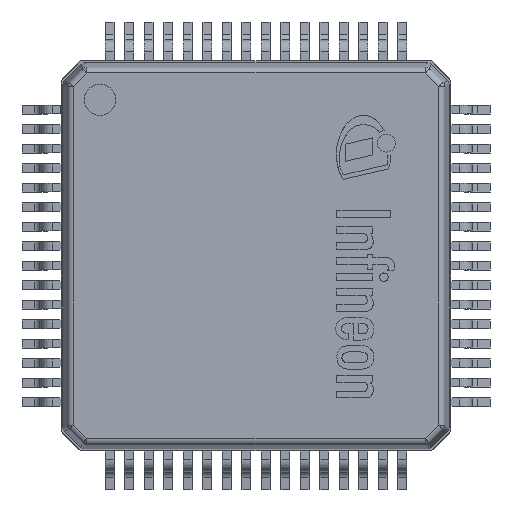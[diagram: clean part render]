
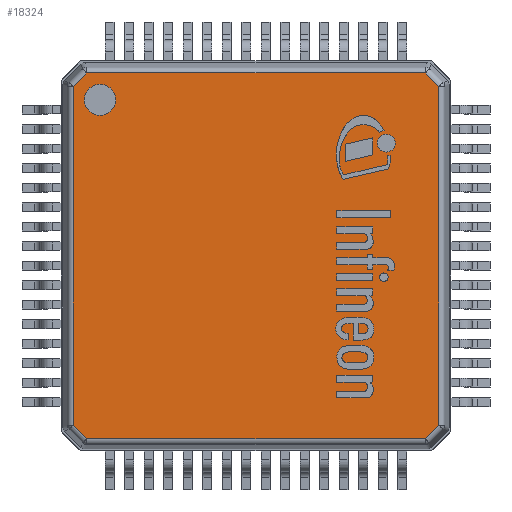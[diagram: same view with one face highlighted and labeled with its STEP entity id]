
A CAD part, top view. The second image highlights one B-rep face of the part: STEP entity #18324.
In plain terms, the highlighted planar face has unit normal (0, 0, 1).
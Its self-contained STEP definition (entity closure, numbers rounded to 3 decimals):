
#168=FACE_BOUND('',#2404,.T.);
#528=CIRCLE('',#19506,0.4);
#1311=FACE_OUTER_BOUND('',#2403,.T.);
#2403=EDGE_LOOP('',(#12325,#12326,#12327,#12328,#12329,#12330,#12331,#12332));
#2404=EDGE_LOOP('',(#12333));
#3492=LINE('',#26681,#5509);
#3498=LINE('',#26710,#5515);
#3504=LINE('',#26739,#5521);
#3510=LINE('',#26768,#5527);
#3512=LINE('',#26771,#5529);
#3514=LINE('',#26774,#5531);
#3516=LINE('',#26777,#5533);
#3518=LINE('',#26780,#5535);
#5509=VECTOR('',#21363,1.);
#5515=VECTOR('',#21395,1.);
#5521=VECTOR('',#21427,1.);
#5527=VECTOR('',#21459,1.);
#5529=VECTOR('',#21463,1.);
#5531=VECTOR('',#21467,1.);
#5533=VECTOR('',#21471,1.);
#5535=VECTOR('',#21475,1.);
#7519=VERTEX_POINT('',#26647);
#7522=VERTEX_POINT('',#26655);
#7527=VERTEX_POINT('',#26668);
#7532=VERTEX_POINT('',#26684);
#7537=VERTEX_POINT('',#26697);
#7542=VERTEX_POINT('',#26713);
#7547=VERTEX_POINT('',#26726);
#7552=VERTEX_POINT('',#26742);
#7557=VERTEX_POINT('',#26755);
#9372=EDGE_CURVE('',#7519,#7519,#528,.T.);
#9388=EDGE_CURVE('',#7522,#7527,#3492,.T.);
#9402=EDGE_CURVE('',#7527,#7537,#3498,.T.);
#9416=EDGE_CURVE('',#7537,#7547,#3504,.T.);
#9430=EDGE_CURVE('',#7547,#7557,#3510,.T.);
#9432=EDGE_CURVE('',#7557,#7552,#3512,.T.);
#9434=EDGE_CURVE('',#7552,#7542,#3514,.T.);
#9436=EDGE_CURVE('',#7542,#7532,#3516,.T.);
#9438=EDGE_CURVE('',#7532,#7522,#3518,.T.);
#12325=ORIENTED_EDGE('',*,*,#9388,.F.);
#12326=ORIENTED_EDGE('',*,*,#9438,.F.);
#12327=ORIENTED_EDGE('',*,*,#9436,.F.);
#12328=ORIENTED_EDGE('',*,*,#9434,.F.);
#12329=ORIENTED_EDGE('',*,*,#9432,.F.);
#12330=ORIENTED_EDGE('',*,*,#9430,.F.);
#12331=ORIENTED_EDGE('',*,*,#9416,.F.);
#12332=ORIENTED_EDGE('',*,*,#9402,.F.);
#12333=ORIENTED_EDGE('',*,*,#9372,.T.);
#17511=PLANE('',#19569);
#18324=ADVANCED_FACE('',(#1311,#168),#17511,.T.);
#19506=AXIS2_PLACEMENT_3D('',#26648,#21325,#21326);
#19569=AXIS2_PLACEMENT_3D('',#26789,#21488,#21489);
#21325=DIRECTION('center_axis',(0.,0.,-1.));
#21326=DIRECTION('ref_axis',(-1.,0.,0.));
#21363=DIRECTION('',(1.,0.,0.));
#21395=DIRECTION('',(0.707,-0.707,0.));
#21427=DIRECTION('',(0.,-1.,0.));
#21459=DIRECTION('',(-0.707,-0.707,0.));
#21463=DIRECTION('',(-1.,0.,0.));
#21467=DIRECTION('',(-0.707,0.707,0.));
#21471=DIRECTION('',(0.,1.,0.));
#21475=DIRECTION('',(0.707,0.707,0.));
#21488=DIRECTION('center_axis',(0.,0.,1.));
#21489=DIRECTION('ref_axis',(1.,0.,0.));
#26647=CARTESIAN_POINT('',(-3.6,4.,1.6));
#26648=CARTESIAN_POINT('Origin',(-4.,4.,1.6));
#26655=CARTESIAN_POINT('',(-4.342,4.69,1.6));
#26668=CARTESIAN_POINT('',(4.342,4.69,1.6));
#26681=CARTESIAN_POINT('',(-2.225,4.69,1.6));
#26684=CARTESIAN_POINT('',(-4.69,4.342,1.6));
#26697=CARTESIAN_POINT('',(4.69,4.342,1.6));
#26710=CARTESIAN_POINT('',(4.391,4.641,1.6));
#26713=CARTESIAN_POINT('',(-4.69,-4.342,1.6));
#26726=CARTESIAN_POINT('',(4.69,-4.342,1.6));
#26739=CARTESIAN_POINT('',(4.69,2.225,1.6));
#26742=CARTESIAN_POINT('',(-4.342,-4.69,1.6));
#26755=CARTESIAN_POINT('',(4.342,-4.69,1.6));
#26768=CARTESIAN_POINT('',(4.641,-4.391,1.6));
#26771=CARTESIAN_POINT('',(2.225,-4.69,1.6));
#26774=CARTESIAN_POINT('',(-4.391,-4.641,1.6));
#26777=CARTESIAN_POINT('',(-4.69,-2.225,1.6));
#26780=CARTESIAN_POINT('',(-4.641,4.391,1.6));
#26789=CARTESIAN_POINT('Origin',(0.,0.,
1.6));
